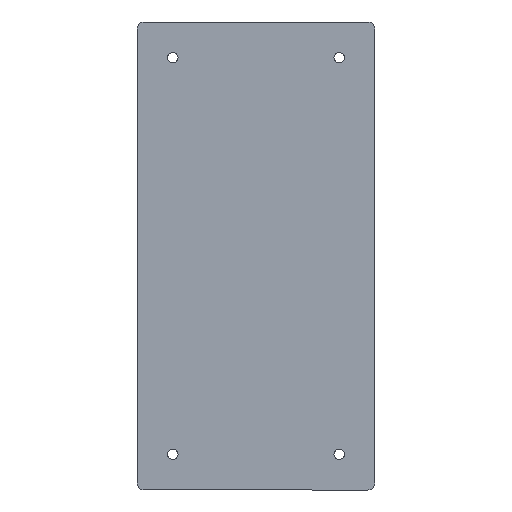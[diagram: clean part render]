
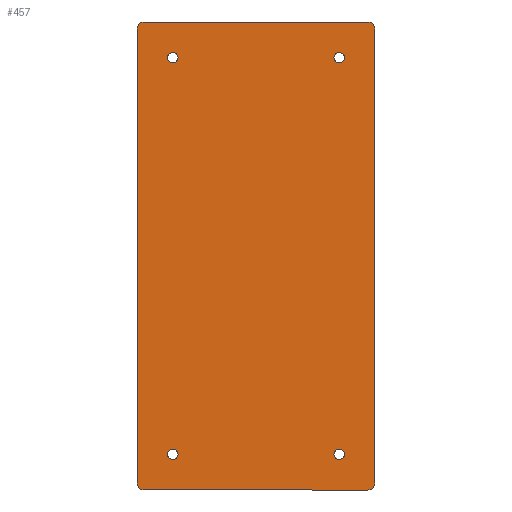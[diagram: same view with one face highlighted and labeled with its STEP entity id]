
A CAD part, left-side view. The second image highlights one B-rep face of the part: STEP entity #457.
In plain terms, the highlighted planar face has unit normal (-1, 0, 0).
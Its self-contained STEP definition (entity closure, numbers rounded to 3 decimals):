
#4 = ORIENTED_EDGE ( 'NONE', *, *, #219, .T. ) ;
#6 = EDGE_CURVE ( 'NONE', #543, #631, #153, .T. ) ;
#7 = EDGE_LOOP ( 'NONE', ( #335, #142, #528, #37, #380, #377, #300, #222 ) ) ;
#8 = FACE_BOUND ( 'NONE', #485, .T. ) ;
#9 = AXIS2_PLACEMENT_3D ( 'NONE', #422, #481, #230 ) ;
#18 = VERTEX_POINT ( 'NONE', #45 ) ;
#37 = ORIENTED_EDGE ( 'NONE', *, *, #557, .T. ) ;
#41 = AXIS2_PLACEMENT_3D ( 'NONE', #93, #303, #102 ) ;
#42 = CIRCLE ( 'NONE', #549, 2.2 ) ;
#45 = CARTESIAN_POINT ( 'NONE',  ( -2.5, -47., 98.5 ) ) ;
#58 = DIRECTION ( 'NONE',  ( 1., 0., 0. ) ) ;
#64 = DIRECTION ( 'NONE',  ( 0., 0., -1. ) ) ;
#72 = DIRECTION ( 'NONE',  ( -1., 0., 0. ) ) ;
#79 = VERTEX_POINT ( 'NONE', #110 ) ;
#81 = EDGE_CURVE ( 'NONE', #79, #18, #514, .T. ) ;
#82 = ORIENTED_EDGE ( 'NONE', *, *, #356, .F. ) ;
#86 = CARTESIAN_POINT ( 'NONE',  ( -2.5, 35., -81.3 ) ) ;
#90 = VERTEX_POINT ( 'NONE', #233 ) ;
#93 = CARTESIAN_POINT ( 'NONE',  ( -2.5, -35., -83.5 ) ) ;
#102 = DIRECTION ( 'NONE',  ( 0., 0., 1. ) ) ;
#105 = EDGE_CURVE ( 'NONE', #220, #588, #642, .T. ) ;
#107 = CARTESIAN_POINT ( 'NONE',  ( -2.5, 0., 0. ) ) ;
#108 = AXIS2_PLACEMENT_3D ( 'NONE', #276, #637, #347 ) ;
#109 = VECTOR ( 'NONE', #635, 1000. ) ;
#110 = CARTESIAN_POINT ( 'NONE',  ( -2.5, 47., 98.5 ) ) ;
#111 = PLANE ( 'NONE',  #638 ) ;
#112 = CARTESIAN_POINT ( 'NONE',  ( -2.5, 50., 95.5 ) ) ;
#115 = ORIENTED_EDGE ( 'NONE', *, *, #261, .T. ) ;
#120 = DIRECTION ( 'NONE',  ( 1., 0., 0. ) ) ;
#123 = DIRECTION ( 'NONE',  ( 0., -1., 0. ) ) ;
#127 = ORIENTED_EDGE ( 'NONE', *, *, #321, .F. ) ;
#128 = EDGE_CURVE ( 'NONE', #648, #18, #507, .T. ) ;
#142 = ORIENTED_EDGE ( 'NONE', *, *, #128, .T. ) ;
#150 = EDGE_CURVE ( 'NONE', #382, #588, #593, .T. ) ;
#153 = CIRCLE ( 'NONE', #41, 2.2 ) ;
#155 = DIRECTION ( 'NONE',  ( -1., 0., 0. ) ) ;
#158 = EDGE_CURVE ( 'NONE', #266, #195, #383, .T. ) ;
#163 = FACE_BOUND ( 'NONE', #531, .T. ) ;
#166 = FACE_BOUND ( 'NONE', #210, .T. ) ;
#171 = ORIENTED_EDGE ( 'NONE', *, *, #446, .T. ) ;
#178 = DIRECTION ( 'NONE',  ( 1., 0., 0. ) ) ;
#180 = VERTEX_POINT ( 'NONE', #112 ) ;
#193 = CARTESIAN_POINT ( 'NONE',  ( -2.5, -35., -83.5 ) ) ;
#195 = VERTEX_POINT ( 'NONE', #368 ) ;
#196 = AXIS2_PLACEMENT_3D ( 'NONE', #625, #580, #312 ) ;
#198 = CARTESIAN_POINT ( 'NONE',  ( -2.5, -50., -95.5 ) ) ;
#210 = EDGE_LOOP ( 'NONE', ( #82, #127 ) ) ;
#215 = AXIS2_PLACEMENT_3D ( 'NONE', #526, #438, #530 ) ;
#219 = EDGE_CURVE ( 'NONE', #90, #342, #474, .T. ) ;
#220 = VERTEX_POINT ( 'NONE', #328 ) ;
#221 = CARTESIAN_POINT ( 'NONE',  ( -2.5, -35., 83.5 ) ) ;
#222 = ORIENTED_EDGE ( 'NONE', *, *, #478, .T. ) ;
#227 = VECTOR ( 'NONE', #123, 1000. ) ;
#230 = DIRECTION ( 'NONE',  ( 0., 0., -1. ) ) ;
#233 = CARTESIAN_POINT ( 'NONE',  ( -2.5, 35., 81.3 ) ) ;
#238 = AXIS2_PLACEMENT_3D ( 'NONE', #221, #178, #64 ) ;
#246 = CARTESIAN_POINT ( 'NONE',  ( -2.5, -35., 81.3 ) ) ;
#261 = EDGE_CURVE ( 'NONE', #342, #90, #626, .T. ) ;
#263 = FACE_OUTER_BOUND ( 'NONE', #7, .T. ) ;
#265 = CARTESIAN_POINT ( 'NONE',  ( -2.5, 35., -85.7 ) ) ;
#266 = VERTEX_POINT ( 'NONE', #246 ) ;
#270 = AXIS2_PLACEMENT_3D ( 'NONE', #598, #72, #432 ) ;
#271 = DIRECTION ( 'NONE',  ( 1., 0., 0. ) ) ;
#275 = LINE ( 'NONE', #672, #302 ) ;
#276 = CARTESIAN_POINT ( 'NONE',  ( -2.5, 35., 83.5 ) ) ;
#284 = CIRCLE ( 'NONE', #196, 3. ) ;
#300 = ORIENTED_EDGE ( 'NONE', *, *, #105, .F. ) ;
#301 = DIRECTION ( 'NONE',  ( 0., 0., 1. ) ) ;
#302 = VECTOR ( 'NONE', #314, 1000. ) ;
#303 = DIRECTION ( 'NONE',  ( -1., 0., 0. ) ) ;
#312 = DIRECTION ( 'NONE',  ( 0., 0., -1. ) ) ;
#313 = CARTESIAN_POINT ( 'NONE',  ( -2.5, 50., 98.5 ) ) ;
#314 = DIRECTION ( 'NONE',  ( 0., 0., -1. ) ) ;
#321 = EDGE_CURVE ( 'NONE', #369, #499, #444, .T. ) ;
#324 = DIRECTION ( 'NONE',  ( 0., 0., -1. ) ) ;
#328 = CARTESIAN_POINT ( 'NONE',  ( -2.5, -47., -98.5 ) ) ;
#331 = AXIS2_PLACEMENT_3D ( 'NONE', #452, #155, #657 ) ;
#332 = ORIENTED_EDGE ( 'NONE', *, *, #158, .T. ) ;
#335 = ORIENTED_EDGE ( 'NONE', *, *, #490, .F. ) ;
#336 = CARTESIAN_POINT ( 'NONE',  ( -2.5, -35., -81.3 ) ) ;
#342 = VERTEX_POINT ( 'NONE', #562 ) ;
#347 = DIRECTION ( 'NONE',  ( 0., 0., -1. ) ) ;
#356 = EDGE_CURVE ( 'NONE', #499, #369, #595, .T. ) ;
#360 = DIRECTION ( 'NONE',  ( 0., 0., -1. ) ) ;
#368 = CARTESIAN_POINT ( 'NONE',  ( -2.5, -35., 85.7 ) ) ;
#369 = VERTEX_POINT ( 'NONE', #86 ) ;
#375 = EDGE_CURVE ( 'NONE', #631, #543, #42, .T. ) ;
#377 = ORIENTED_EDGE ( 'NONE', *, *, #150, .T. ) ;
#380 = ORIENTED_EDGE ( 'NONE', *, *, #650, .F. ) ;
#382 = VERTEX_POINT ( 'NONE', #463 ) ;
#383 = CIRCLE ( 'NONE', #238, 2.2 ) ;
#384 = CARTESIAN_POINT ( 'NONE',  ( -2.5, -50., 95.5 ) ) ;
#387 = VERTEX_POINT ( 'NONE', #198 ) ;
#394 = VECTOR ( 'NONE', #575, 1000. ) ;
#422 = CARTESIAN_POINT ( 'NONE',  ( -2.5, 47., -95.5 ) ) ;
#428 = LINE ( 'NONE', #596, #109 ) ;
#431 = AXIS2_PLACEMENT_3D ( 'NONE', #504, #617, #301 ) ;
#432 = DIRECTION ( 'NONE',  ( 0., 0., -1. ) ) ;
#438 = DIRECTION ( 'NONE',  ( -1., 0., 0. ) ) ;
#444 = CIRCLE ( 'NONE', #431, 2.2 ) ;
#446 = EDGE_CURVE ( 'NONE', #195, #266, #673, .T. ) ;
#452 = CARTESIAN_POINT ( 'NONE',  ( -2.5, 35., -83.5 ) ) ;
#454 = ORIENTED_EDGE ( 'NONE', *, *, #375, .F. ) ;
#456 = DIRECTION ( 'NONE',  ( -1., 0., 0. ) ) ;
#457 = ADVANCED_FACE ( 'NONE', ( #163, #8, #166, #623, #263 ), #111, .F. ) ;
#463 = CARTESIAN_POINT ( 'NONE',  ( -2.5, 50., -95.5 ) ) ;
#468 = DIRECTION ( 'NONE',  ( 0., 0., -1. ) ) ;
#474 = CIRCLE ( 'NONE', #649, 2.2 ) ;
#478 = EDGE_CURVE ( 'NONE', #220, #387, #284, .T. ) ;
#481 = DIRECTION ( 'NONE',  ( -1., 0., 0. ) ) ;
#485 = EDGE_LOOP ( 'NONE', ( #604, #454 ) ) ;
#490 = EDGE_CURVE ( 'NONE', #648, #387, #275, .T. ) ;
#499 = VERTEX_POINT ( 'NONE', #265 ) ;
#504 = CARTESIAN_POINT ( 'NONE',  ( -2.5, 35., -83.5 ) ) ;
#507 = CIRCLE ( 'NONE', #215, 3. ) ;
#514 = LINE ( 'NONE', #313, #227 ) ;
#515 = DIRECTION ( 'NONE',  ( 0., 0., 1. ) ) ;
#526 = CARTESIAN_POINT ( 'NONE',  ( -2.5, -47., 95.5 ) ) ;
#528 = ORIENTED_EDGE ( 'NONE', *, *, #81, .F. ) ;
#530 = DIRECTION ( 'NONE',  ( 0., 0., -1. ) ) ;
#531 = EDGE_LOOP ( 'NONE', ( #332, #171 ) ) ;
#536 = CARTESIAN_POINT ( 'NONE',  ( -2.5, 50., -98.5 ) ) ;
#541 = CARTESIAN_POINT ( 'NONE',  ( -2.5, -35., -85.7 ) ) ;
#543 = VERTEX_POINT ( 'NONE', #541 ) ;
#549 = AXIS2_PLACEMENT_3D ( 'NONE', #193, #456, #515 ) ;
#557 = EDGE_CURVE ( 'NONE', #79, #180, #563, .T. ) ;
#562 = CARTESIAN_POINT ( 'NONE',  ( -2.5, 35., 85.7 ) ) ;
#563 = CIRCLE ( 'NONE', #270, 3. ) ;
#570 = CARTESIAN_POINT ( 'NONE',  ( -2.5, -35., 83.5 ) ) ;
#575 = DIRECTION ( 'NONE',  ( 0., 1., 0. ) ) ;
#580 = DIRECTION ( 'NONE',  ( -1., 0., 0. ) ) ;
#586 = CARTESIAN_POINT ( 'NONE',  ( -2.5, 35., 83.5 ) ) ;
#588 = VERTEX_POINT ( 'NONE', #592 ) ;
#592 = CARTESIAN_POINT ( 'NONE',  ( -2.5, 47., -98.5 ) ) ;
#593 = CIRCLE ( 'NONE', #9, 3. ) ;
#595 = CIRCLE ( 'NONE', #331, 2.2 ) ;
#596 = CARTESIAN_POINT ( 'NONE',  ( -2.5, 50., 98.5 ) ) ;
#598 = CARTESIAN_POINT ( 'NONE',  ( -2.5, 47., 95.5 ) ) ;
#604 = ORIENTED_EDGE ( 'NONE', *, *, #6, .F. ) ;
#606 = AXIS2_PLACEMENT_3D ( 'NONE', #570, #271, #360 ) ;
#617 = DIRECTION ( 'NONE',  ( -1., 0., 0. ) ) ;
#623 = FACE_BOUND ( 'NONE', #634, .T. ) ;
#625 = CARTESIAN_POINT ( 'NONE',  ( -2.5, -47., -95.5 ) ) ;
#626 = CIRCLE ( 'NONE', #108, 2.2 ) ;
#631 = VERTEX_POINT ( 'NONE', #336 ) ;
#634 = EDGE_LOOP ( 'NONE', ( #4, #115 ) ) ;
#635 = DIRECTION ( 'NONE',  ( 0., 0., 1. ) ) ;
#637 = DIRECTION ( 'NONE',  ( 1., 0., 0. ) ) ;
#638 = AXIS2_PLACEMENT_3D ( 'NONE', #107, #58, #468 ) ;
#642 = LINE ( 'NONE', #536, #394 ) ;
#648 = VERTEX_POINT ( 'NONE', #384 ) ;
#649 = AXIS2_PLACEMENT_3D ( 'NONE', #586, #120, #324 ) ;
#650 = EDGE_CURVE ( 'NONE', #382, #180, #428, .T. ) ;
#657 = DIRECTION ( 'NONE',  ( 0., 0., 1. ) ) ;
#672 = CARTESIAN_POINT ( 'NONE',  ( -2.5, -50., 98.5 ) ) ;
#673 = CIRCLE ( 'NONE', #606, 2.2 ) ;
